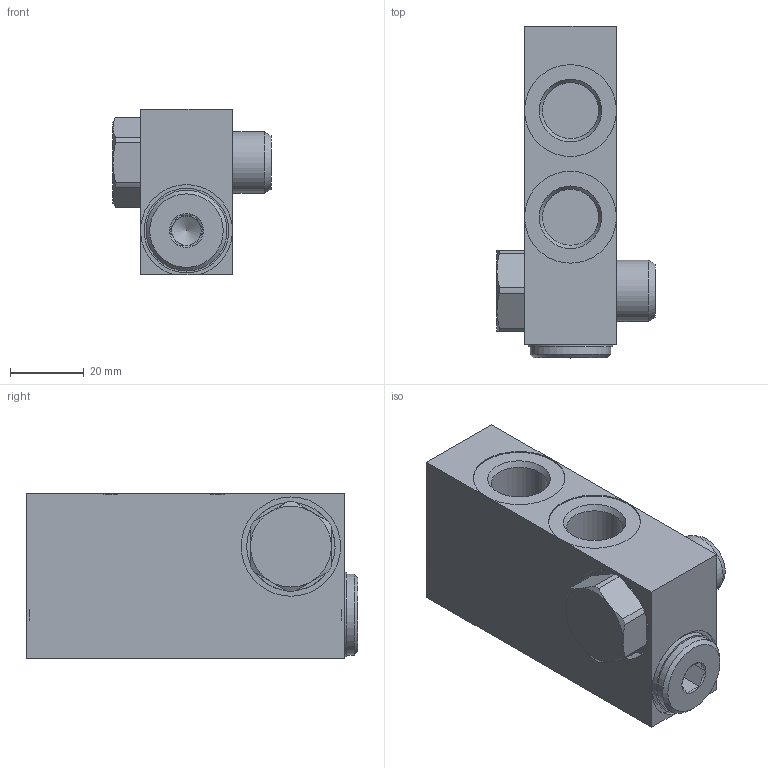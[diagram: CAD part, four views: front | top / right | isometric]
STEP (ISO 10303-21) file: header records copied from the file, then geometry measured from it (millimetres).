
FILE_DESCRIPTION(/* description */ ('Unknown'),/* implementation_level */ '2;1');
FILE_NAME(/* name */ 'V0114',/* time_stamp */ '2023-09-05T11:50:02+02:00',/* author */ ('Unknown'),/* organization */ ('Unknown'),/* preprocessor_version */ 'ST-DEVELOPER v16.7',/* originating_system */ 'DEX',/* authorisation */ $);
FILE_SCHEMA (('AUTOMOTIVE_DESIGN {1 0 10303 214 3 1 1}'));
Length unit declared in the file: millimetre
Products named in the file (1): V0114
Bounding box: 43 x 90.2 x 45 mm (x, y, z)
Volume: 92817 mm3; surface area: 19867.9 mm2
Topology: 1 solids, 1 shells, 112 faces, 256 edges, 149 vertices
Faces by surface type: plane 47, cylinder 26, cone 21, bspline 12, torus 6
Full cylindrical faces by diameter (mm): 6 x1, 8 x1, 15.25 x5, 16.662 x1, 17.3 x1, 22 x2, 23 x1, 24 x2, 24.99 x2, 27 x2
Entity records: 3739 total; most frequent: CARTESIAN_POINT 714, DIRECTION 472, ORIENTED_EDGE 404, EDGE_CURVE 202, AXIS2_PLACEMENT_3D 199, FACE_BOUND 155, EDGE_LOOP 154, VERTEX_POINT 135
